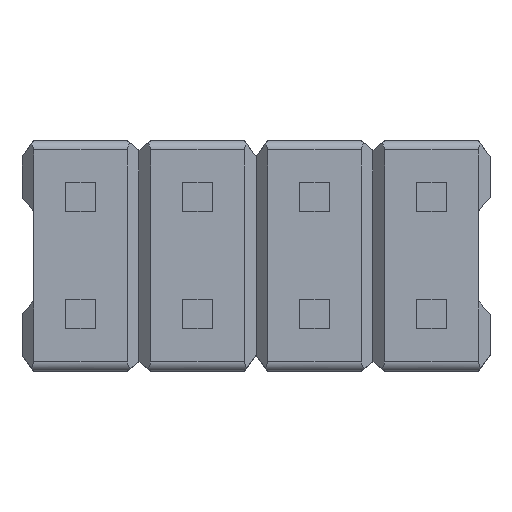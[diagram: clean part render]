
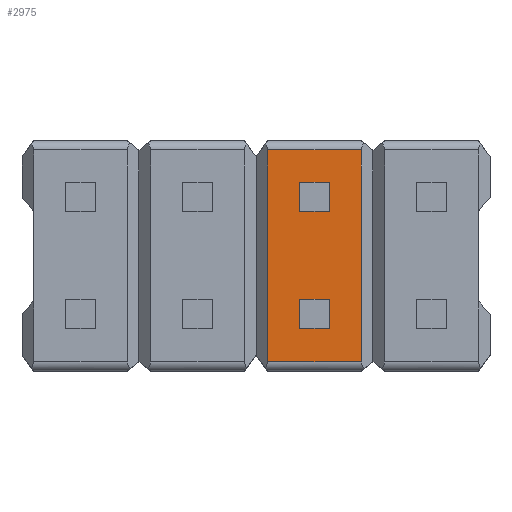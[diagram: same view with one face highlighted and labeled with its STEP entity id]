
A CAD part, top view. The second image highlights one B-rep face of the part: STEP entity #2975.
In plain terms, the highlighted planar face has unit normal (0, 0, 1).
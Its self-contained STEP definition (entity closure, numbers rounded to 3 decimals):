
#304=DIRECTION('',(1.,0.,0.));
#305=VECTOR('',#304,2.04);
#306=CARTESIAN_POINT('',(0.25,-2.3,0.));
#307=LINE('',#306,#305);
#510=DIRECTION('',(0.,-1.,0.));
#511=VECTOR('',#510,4.6);
#512=CARTESIAN_POINT('',(0.25,2.3,0.));
#513=LINE('',#512,#511);
#514=DIRECTION('',(1.,0.,0.));
#515=VECTOR('',#514,2.04);
#516=CARTESIAN_POINT('',(0.25,2.3,0.));
#517=LINE('',#516,#515);
#518=DIRECTION('',(0.,-1.,0.));
#519=VECTOR('',#518,4.6);
#520=CARTESIAN_POINT('',(2.29,2.3,0.));
#521=LINE('',#520,#519);
#606=DIRECTION('',(0.,1.,0.));
#607=VECTOR('',#606,0.63);
#608=CARTESIAN_POINT('',(0.955,0.955,0.));
#609=LINE('',#608,#607);
#610=DIRECTION('',(-1.,0.,0.));
#611=VECTOR('',#610,0.63);
#612=CARTESIAN_POINT('',(1.585,0.955,0.));
#613=LINE('',#612,#611);
#614=DIRECTION('',(0.,1.,0.));
#615=VECTOR('',#614,0.63);
#616=CARTESIAN_POINT('',(1.585,0.955,0.));
#617=LINE('',#616,#615);
#618=DIRECTION('',(-1.,0.,0.));
#619=VECTOR('',#618,0.63);
#620=CARTESIAN_POINT('',(1.585,1.585,0.));
#621=LINE('',#620,#619);
#622=DIRECTION('',(-1.,0.,0.));
#623=VECTOR('',#622,0.63);
#624=CARTESIAN_POINT('',(1.585,-0.955,0.));
#625=LINE('',#624,#623);
#626=DIRECTION('',(0.,1.,0.));
#627=VECTOR('',#626,0.63);
#628=CARTESIAN_POINT('',(0.955,-1.585,0.));
#629=LINE('',#628,#627);
#630=DIRECTION('',(-1.,0.,0.));
#631=VECTOR('',#630,0.63);
#632=CARTESIAN_POINT('',(1.585,-1.585,0.));
#633=LINE('',#632,#631);
#634=DIRECTION('',(0.,1.,0.));
#635=VECTOR('',#634,0.63);
#636=CARTESIAN_POINT('',(1.585,-1.585,0.));
#637=LINE('',#636,#635);
#1942=CARTESIAN_POINT('',(0.955,0.955,0.));
#1943=CARTESIAN_POINT('',(0.955,1.585,0.));
#1944=VERTEX_POINT('',#1942);
#1945=VERTEX_POINT('',#1943);
#1946=CARTESIAN_POINT('',(1.585,0.955,0.));
#1947=CARTESIAN_POINT('',(1.585,1.585,0.));
#1948=VERTEX_POINT('',#1946);
#1949=VERTEX_POINT('',#1947);
#1950=CARTESIAN_POINT('',(1.585,-0.955,0.));
#1951=CARTESIAN_POINT('',(0.955,-0.955,0.));
#1952=VERTEX_POINT('',#1950);
#1953=VERTEX_POINT('',#1951);
#1954=CARTESIAN_POINT('',(1.585,-1.585,0.));
#1955=CARTESIAN_POINT('',(0.955,-1.585,0.));
#1956=VERTEX_POINT('',#1954);
#1957=VERTEX_POINT('',#1955);
#2034=CARTESIAN_POINT('',(2.29,2.3,0.));
#2035=CARTESIAN_POINT('',(2.29,-2.3,0.));
#2036=VERTEX_POINT('',#2034);
#2037=VERTEX_POINT('',#2035);
#2066=CARTESIAN_POINT('',(0.25,2.3,0.));
#2067=CARTESIAN_POINT('',(0.25,-2.3,0.));
#2068=VERTEX_POINT('',#2066);
#2069=VERTEX_POINT('',#2067);
#2941=CARTESIAN_POINT('',(-5.08,2.3,0.));
#2942=DIRECTION('',(0.,0.,1.));
#2943=DIRECTION('',(0.,-1.,0.));
#2944=AXIS2_PLACEMENT_3D('',#2941,#2942,#2943);
#2945=PLANE('',#2944);
#2947=ORIENTED_EDGE('',*,*,#2946,.F.);
#2949=ORIENTED_EDGE('',*,*,#2948,.T.);
#2951=ORIENTED_EDGE('',*,*,#2950,.T.);
#2952=ORIENTED_EDGE('',*,*,#2642,.F.);
#2953=EDGE_LOOP('',(#2947,#2949,#2951,#2952));
#2954=FACE_OUTER_BOUND('',#2953,.F.);
#2956=ORIENTED_EDGE('',*,*,#2955,.F.);
#2958=ORIENTED_EDGE('',*,*,#2957,.F.);
#2960=ORIENTED_EDGE('',*,*,#2959,.T.);
#2962=ORIENTED_EDGE('',*,*,#2961,.T.);
#2963=EDGE_LOOP('',(#2956,#2958,#2960,#2962));
#2964=FACE_BOUND('',#2963,.F.);
#2966=ORIENTED_EDGE('',*,*,#2965,.T.);
#2968=ORIENTED_EDGE('',*,*,#2967,.F.);
#2970=ORIENTED_EDGE('',*,*,#2969,.F.);
#2972=ORIENTED_EDGE('',*,*,#2971,.T.);
#2973=EDGE_LOOP('',(#2966,#2968,#2970,#2972));
#2974=FACE_BOUND('',#2973,.F.);
#2642=EDGE_CURVE('',#2069,#2037,#307,.T.);
#2946=EDGE_CURVE('',#2068,#2069,#513,.T.);
#2948=EDGE_CURVE('',#2068,#2036,#517,.T.);
#2950=EDGE_CURVE('',#2036,#2037,#521,.T.);
#2955=EDGE_CURVE('',#1944,#1945,#609,.T.);
#2957=EDGE_CURVE('',#1948,#1944,#613,.T.);
#2959=EDGE_CURVE('',#1948,#1949,#617,.T.);
#2961=EDGE_CURVE('',#1949,#1945,#621,.T.);
#2965=EDGE_CURVE('',#1952,#1953,#625,.T.);
#2967=EDGE_CURVE('',#1957,#1953,#629,.T.);
#2969=EDGE_CURVE('',#1956,#1957,#633,.T.);
#2971=EDGE_CURVE('',#1956,#1952,#637,.T.);
#2975=ADVANCED_FACE('',(#2954,#2964,#2974),#2945,.T.);
